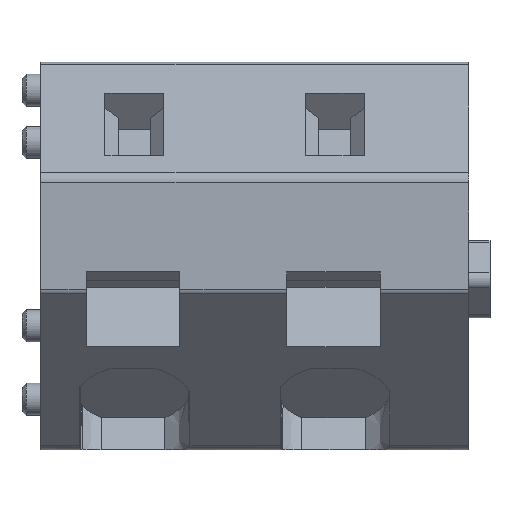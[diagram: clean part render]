
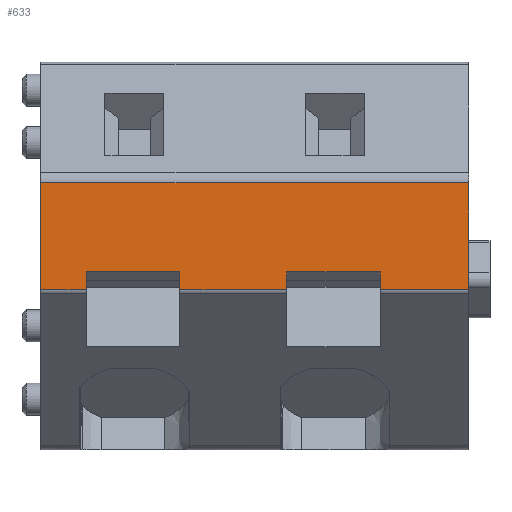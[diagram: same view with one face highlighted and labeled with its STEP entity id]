
A CAD part, top view. The second image highlights one B-rep face of the part: STEP entity #633.
In plain terms, the highlighted planar face has unit normal (0, 0, 1).
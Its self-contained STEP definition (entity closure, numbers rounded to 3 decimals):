
#560=AXIS2_PLACEMENT_3D('Plane Axis2P3D',#557,#558,#559) ;
#451=CARTESIAN_POINT('Vertex',(16.7,5.981,16.478)) ;
#454=CARTESIAN_POINT('Line Origine',(3.75,5.981,16.478)) ;
#458=CARTESIAN_POINT('Vertex',(13.4,5.981,16.478)) ;
#492=CARTESIAN_POINT('Vertex',(9.9,5.981,16.478)) ;
#495=CARTESIAN_POINT('Line Origine',(3.75,5.981,16.478)) ;
#499=CARTESIAN_POINT('Vertex',(5.9,5.981,16.478)) ;
#529=CARTESIAN_POINT('Vertex',(2.4,5.981,16.478)) ;
#532=CARTESIAN_POINT('Line Origine',(3.75,5.981,16.478)) ;
#536=CARTESIAN_POINT('Vertex',(0.7,5.981,16.478)) ;
#557=CARTESIAN_POINT('Axis2P3D Location',(0.,9.977,16.478)) ;
#562=CARTESIAN_POINT('Line Origine',(9.9,6.311,16.478)) ;
#566=CARTESIAN_POINT('Vertex',(9.9,6.642,16.478)) ;
#569=CARTESIAN_POINT('Line Origine',(11.65,6.642,16.478)) ;
#573=CARTESIAN_POINT('Vertex',(13.4,6.642,16.478)) ;
#576=CARTESIAN_POINT('Line Origine',(13.4,6.311,16.478)) ;
#581=CARTESIAN_POINT('Line Origine',(16.7,7.979,16.478)) ;
#585=CARTESIAN_POINT('Vertex',(16.7,9.977,16.478)) ;
#588=CARTESIAN_POINT('Line Origine',(8.7,9.977,16.478)) ;
#592=CARTESIAN_POINT('Vertex',(0.7,9.977,16.478)) ;
#595=CARTESIAN_POINT('Line Origine',(0.7,7.979,16.478)) ;
#600=CARTESIAN_POINT('Line Origine',(2.4,6.311,16.478)) ;
#604=CARTESIAN_POINT('Vertex',(2.4,6.642,16.478)) ;
#607=CARTESIAN_POINT('Line Origine',(4.15,6.642,16.478)) ;
#611=CARTESIAN_POINT('Vertex',(5.9,6.642,16.478)) ;
#614=CARTESIAN_POINT('Line Origine',(5.9,6.311,16.478)) ;
#455=DIRECTION('Vector Direction',(-1.,0.,0.)) ;
#496=DIRECTION('Vector Direction',(-1.,0.,0.)) ;
#533=DIRECTION('Vector Direction',(-1.,0.,0.)) ;
#558=DIRECTION('Axis2P3D Direction',(-0.,0.,1.)) ;
#559=DIRECTION('Axis2P3D XDirection',(0.,-1.,0.)) ;
#563=DIRECTION('Vector Direction',(0.,-1.,0.)) ;
#570=DIRECTION('Vector Direction',(-1.,0.,0.)) ;
#577=DIRECTION('Vector Direction',(0.,-1.,0.)) ;
#582=DIRECTION('Vector Direction',(0.,-1.,0.)) ;
#589=DIRECTION('Vector Direction',(1.,0.,0.)) ;
#596=DIRECTION('Vector Direction',(0.,-1.,0.)) ;
#601=DIRECTION('Vector Direction',(0.,-1.,0.)) ;
#608=DIRECTION('Vector Direction',(-1.,0.,0.)) ;
#615=DIRECTION('Vector Direction',(0.,-1.,0.)) ;
#456=VECTOR('Line Direction',#455,1.) ;
#497=VECTOR('Line Direction',#496,1.) ;
#534=VECTOR('Line Direction',#533,1.) ;
#564=VECTOR('Line Direction',#563,1.) ;
#571=VECTOR('Line Direction',#570,1.) ;
#578=VECTOR('Line Direction',#577,1.) ;
#583=VECTOR('Line Direction',#582,1.) ;
#590=VECTOR('Line Direction',#589,1.) ;
#597=VECTOR('Line Direction',#596,1.) ;
#602=VECTOR('Line Direction',#601,1.) ;
#609=VECTOR('Line Direction',#608,1.) ;
#616=VECTOR('Line Direction',#615,1.) ;
#620=ORIENTED_EDGE('',*,*,#501,.T.) ;
#621=ORIENTED_EDGE('',*,*,#568,.F.) ;
#622=ORIENTED_EDGE('',*,*,#575,.F.) ;
#623=ORIENTED_EDGE('',*,*,#580,.T.) ;
#624=ORIENTED_EDGE('',*,*,#460,.T.) ;
#625=ORIENTED_EDGE('',*,*,#587,.F.) ;
#626=ORIENTED_EDGE('',*,*,#594,.F.) ;
#627=ORIENTED_EDGE('',*,*,#599,.F.) ;
#628=ORIENTED_EDGE('',*,*,#538,.T.) ;
#629=ORIENTED_EDGE('',*,*,#606,.F.) ;
#630=ORIENTED_EDGE('',*,*,#613,.F.) ;
#631=ORIENTED_EDGE('',*,*,#618,.T.) ;
#633=ADVANCED_FACE('HOUSING',(#632),#561,.T.) ;
#460=EDGE_CURVE('',#459,#452,#457,.F.) ;
#501=EDGE_CURVE('',#500,#493,#498,.F.) ;
#538=EDGE_CURVE('',#537,#530,#535,.F.) ;
#568=EDGE_CURVE('',#567,#493,#565,.T.) ;
#575=EDGE_CURVE('',#574,#567,#572,.T.) ;
#580=EDGE_CURVE('',#574,#459,#579,.T.) ;
#587=EDGE_CURVE('',#586,#452,#584,.T.) ;
#594=EDGE_CURVE('',#593,#586,#591,.T.) ;
#599=EDGE_CURVE('',#537,#593,#598,.F.) ;
#606=EDGE_CURVE('',#605,#530,#603,.T.) ;
#613=EDGE_CURVE('',#612,#605,#610,.T.) ;
#618=EDGE_CURVE('',#612,#500,#617,.T.) ;
#619=EDGE_LOOP('',(#620,#621,#622,#623,#624,#625,#626,#627,#628,#629,#630,#631)) ;
#632=FACE_OUTER_BOUND('',#619,.T.) ;
#457=LINE('Line',#454,#456) ;
#498=LINE('Line',#495,#497) ;
#535=LINE('Line',#532,#534) ;
#565=LINE('Line',#562,#564) ;
#572=LINE('Line',#569,#571) ;
#579=LINE('Line',#576,#578) ;
#584=LINE('Line',#581,#583) ;
#591=LINE('Line',#588,#590) ;
#598=LINE('Line',#595,#597) ;
#603=LINE('Line',#600,#602) ;
#610=LINE('Line',#607,#609) ;
#617=LINE('Line',#614,#616) ;
#561=PLANE('',#560) ;
#452=VERTEX_POINT('',#451) ;
#459=VERTEX_POINT('',#458) ;
#493=VERTEX_POINT('',#492) ;
#500=VERTEX_POINT('',#499) ;
#530=VERTEX_POINT('',#529) ;
#537=VERTEX_POINT('',#536) ;
#567=VERTEX_POINT('',#566) ;
#574=VERTEX_POINT('',#573) ;
#586=VERTEX_POINT('',#585) ;
#593=VERTEX_POINT('',#592) ;
#605=VERTEX_POINT('',#604) ;
#612=VERTEX_POINT('',#611) ;
